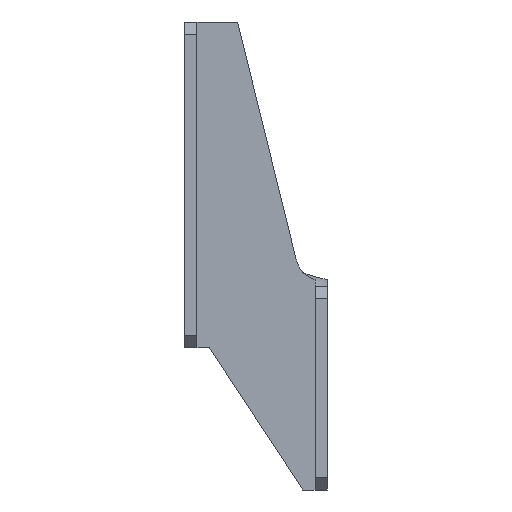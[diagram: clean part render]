
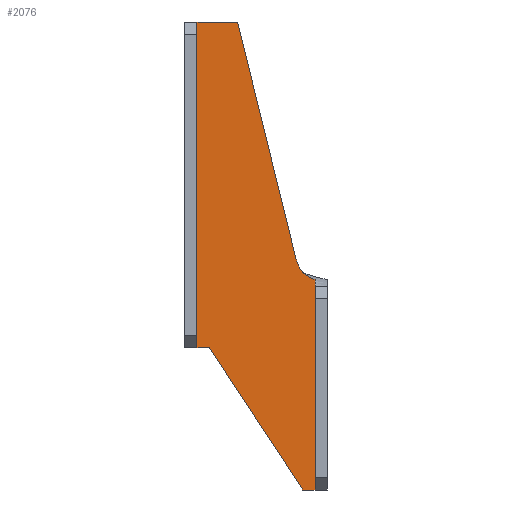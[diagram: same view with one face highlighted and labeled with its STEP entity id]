
A CAD part, front view. The second image highlights one B-rep face of the part: STEP entity #2076.
In plain terms, the highlighted planar face has unit normal (0, -1, 0).
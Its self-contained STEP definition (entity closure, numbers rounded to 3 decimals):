
#42 = CARTESIAN_POINT ( 'NONE',  ( -29., -105.047, 35. ) ) ;
#76 = CARTESIAN_POINT ( 'NONE',  ( -5.063, -105.047, 52.735 ) ) ;
#91 = VERTEX_POINT ( 'NONE', #661 ) ;
#109 = EDGE_CURVE ( 'NONE', #1304, #881, #2286, .T. ) ;
#139 = DIRECTION ( 'NONE',  ( 0., -1., 0. ) ) ;
#160 = ORIENTED_EDGE ( 'NONE', *, *, #2307, .T. ) ;
#177 = CARTESIAN_POINT ( 'NONE',  ( -3., -105.047, 51.705 ) ) ;
#188 = EDGE_CURVE ( 'NONE', #279, #1358, #1561, .T. ) ;
#235 = EDGE_CURVE ( 'NONE', #91, #996, #334, .T. ) ;
#243 = ORIENTED_EDGE ( 'NONE', *, *, #788, .F. ) ;
#274 = CARTESIAN_POINT ( 'NONE',  ( -6., -105.047, 53.41 ) ) ;
#279 = VERTEX_POINT ( 'NONE', #2495 ) ;
#283 = LINE ( 'NONE', #1464, #643 ) ;
#295 = LINE ( 'NONE', #699, #1014 ) ;
#334 = B_SPLINE_CURVE_WITH_KNOTS ( 'NONE', 3,
 ( #274, #1815, #76, #884, #690, #855, #2402, #177 ),
 .UNSPECIFIED., .F., .F.,
 ( 4, 2, 2, 4 ),
 ( 0.023, 0.025, 0.026, 0.027 ),
 .UNSPECIFIED. ) ;
#350 = ORIENTED_EDGE ( 'NONE', *, *, #1244, .F. ) ;
#410 = LINE ( 'NONE', #1941, #2502 ) ;
#452 = DIRECTION ( 'NONE',  ( 1., 0., 0. ) ) ;
#587 = DIRECTION ( 'NONE',  ( 0., 0., 1. ) ) ;
#620 = FACE_OUTER_BOUND ( 'NONE', #2004, .T. ) ;
#643 = VECTOR ( 'NONE', #2237, 1000. ) ;
#661 = CARTESIAN_POINT ( 'NONE',  ( -6., -105.047, 53.41 ) ) ;
#690 = CARTESIAN_POINT ( 'NONE',  ( -4.06, -105.047, 52.159 ) ) ;
#699 = CARTESIAN_POINT ( 'NONE',  ( -22., -105.047, 115. ) ) ;
#729 = VERTEX_POINT ( 'NONE', #2266 ) ;
#749 = VERTEX_POINT ( 'NONE', #1821 ) ;
#757 = CARTESIAN_POINT ( 'NONE',  ( -22., -105.047, 115. ) ) ;
#788 = EDGE_CURVE ( 'NONE', #1358, #1304, #410, .T. ) ;
#811 = CARTESIAN_POINT ( 'NONE',  ( -32., -105.047, 35. ) ) ;
#855 = CARTESIAN_POINT ( 'NONE',  ( -3.538, -105.047, 51.913 ) ) ;
#864 = CARTESIAN_POINT ( 'NONE',  ( 1.053, -105.047, 59. ) ) ;
#881 = VERTEX_POINT ( 'NONE', #1460 ) ;
#884 = CARTESIAN_POINT ( 'NONE',  ( -4.317, -105.047, 52.295 ) ) ;
#895 = VECTOR ( 'NONE', #2516, 1000. ) ;
#908 = VERTEX_POINT ( 'NONE', #1262 ) ;
#922 = DIRECTION ( 'NONE',  ( 1., 0., 0. ) ) ;
#931 = DIRECTION ( 'NONE',  ( 1., 0., 0. ) ) ;
#981 = CARTESIAN_POINT ( 'NONE',  ( -3., -105.047, 59. ) ) ;
#996 = VERTEX_POINT ( 'NONE', #1717 ) ;
#1000 = VECTOR ( 'NONE', #1789, 1000. ) ;
#1002 = ORIENTED_EDGE ( 'NONE', *, *, #2241, .F. ) ;
#1013 = AXIS2_PLACEMENT_3D ( 'NONE', #1885, #139, #922 ) ;
#1014 = VECTOR ( 'NONE', #931, 1000. ) ;
#1022 = CARTESIAN_POINT ( 'NONE',  ( -29., -105.047, 35. ) ) ;
#1053 = VECTOR ( 'NONE', #1772, 1000. ) ;
#1180 = DIRECTION ( 'NONE',  ( -1., 0., 0. ) ) ;
#1244 = EDGE_CURVE ( 'NONE', #1677, #749, #1306, .T. ) ;
#1262 = CARTESIAN_POINT ( 'NONE',  ( -3., -105.047, 0. ) ) ;
#1283 = ORIENTED_EDGE ( 'NONE', *, *, #1539, .F. ) ;
#1304 = VERTEX_POINT ( 'NONE', #811 ) ;
#1306 = LINE ( 'NONE', #1824, #1936 ) ;
#1358 = VERTEX_POINT ( 'NONE', #42 ) ;
#1381 = CARTESIAN_POINT ( 'NONE',  ( -29., -105.047, 115. ) ) ;
#1460 = CARTESIAN_POINT ( 'NONE',  ( -32., -105.047, 115. ) ) ;
#1464 = CARTESIAN_POINT ( 'NONE',  ( -6., -105.047, 0. ) ) ;
#1477 = ORIENTED_EDGE ( 'NONE', *, *, #2226, .T. ) ;
#1531 = AXIS2_PLACEMENT_3D ( 'NONE', #864, #1785, #452 ) ;
#1539 = EDGE_CURVE ( 'NONE', #749, #91, #1610, .T. ) ;
#1561 = LINE ( 'NONE', #1022, #1000 ) ;
#1610 = CIRCLE ( 'NONE', #1013, 9. ) ;
#1677 = VERTEX_POINT ( 'NONE', #757 ) ;
#1717 = CARTESIAN_POINT ( 'NONE',  ( -3., -105.047, 51.705 ) ) ;
#1762 = LINE ( 'NONE', #981, #895 ) ;
#1772 = DIRECTION ( 'NONE',  ( -1., 0., 0. ) ) ;
#1785 = DIRECTION ( 'NONE',  ( 0., -1., 0. ) ) ;
#1789 = DIRECTION ( 'NONE',  ( -0.549, 0., 0.836 ) ) ;
#1808 = PLANE ( 'NONE',  #1531 ) ;
#1815 = CARTESIAN_POINT ( 'NONE',  ( -5.532, -105.047, 53.071 ) ) ;
#1821 = CARTESIAN_POINT ( 'NONE',  ( -7.686, -105.047, 56.849 ) ) ;
#1824 = CARTESIAN_POINT ( 'NONE',  ( -7.686, -105.047, 56.849 ) ) ;
#1885 = CARTESIAN_POINT ( 'NONE',  ( 1.053, -105.047, 59. ) ) ;
#1912 = CARTESIAN_POINT ( 'NONE',  ( -32., -105.047, 59. ) ) ;
#1936 = VECTOR ( 'NONE', #2247, 1000. ) ;
#1941 = CARTESIAN_POINT ( 'NONE',  ( 1.053, -105.047, 35. ) ) ;
#2004 = EDGE_LOOP ( 'NONE', ( #1002, #2354, #2451, #243, #2201, #1477, #160, #2366, #1283, #350 ) ) ;
#2076 = ADVANCED_FACE ( 'NONE', ( #620 ), #1808, .T. ) ;
#2201 = ORIENTED_EDGE ( 'NONE', *, *, #188, .F. ) ;
#2226 = EDGE_CURVE ( 'NONE', #279, #908, #283, .T. ) ;
#2237 = DIRECTION ( 'NONE',  ( 1., 0., 0. ) ) ;
#2241 = EDGE_CURVE ( 'NONE', #729, #1677, #295, .T. ) ;
#2247 = DIRECTION ( 'NONE',  ( 0.239, 0., -0.971 ) ) ;
#2266 = CARTESIAN_POINT ( 'NONE',  ( -29., -105.047, 115. ) ) ;
#2286 = LINE ( 'NONE', #1912, #2339 ) ;
#2307 = EDGE_CURVE ( 'NONE', #908, #996, #1762, .T. ) ;
#2339 = VECTOR ( 'NONE', #587, 1000. ) ;
#2354 = ORIENTED_EDGE ( 'NONE', *, *, #2441, .T. ) ;
#2362 = LINE ( 'NONE', #1381, #1053 ) ;
#2366 = ORIENTED_EDGE ( 'NONE', *, *, #235, .F. ) ;
#2402 = CARTESIAN_POINT ( 'NONE',  ( -3.272, -105.047, 51.804 ) ) ;
#2441 = EDGE_CURVE ( 'NONE', #729, #881, #2362, .T. ) ;
#2451 = ORIENTED_EDGE ( 'NONE', *, *, #109, .F. ) ;
#2495 = CARTESIAN_POINT ( 'NONE',  ( -6., -105.047, 0. ) ) ;
#2502 = VECTOR ( 'NONE', #1180, 1000. ) ;
#2516 = DIRECTION ( 'NONE',  ( 0., 0., 1. ) ) ;
